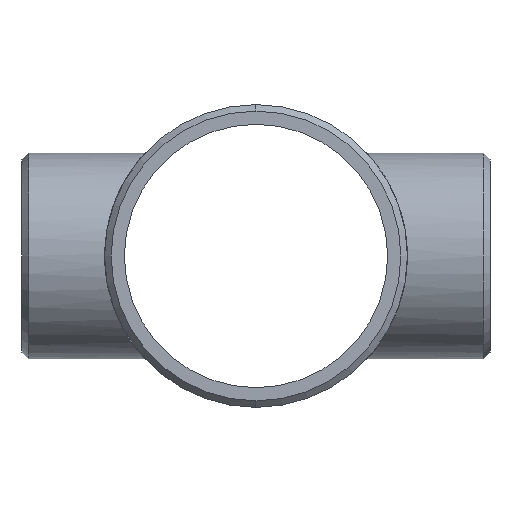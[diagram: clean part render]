
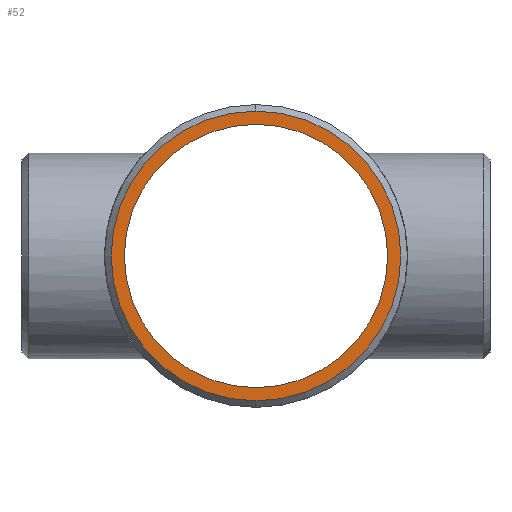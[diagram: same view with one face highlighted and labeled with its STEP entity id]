
A CAD part, left-side view. The second image highlights one B-rep face of the part: STEP entity #52.
In plain terms, the highlighted planar face has unit normal (-1, 0, 0).
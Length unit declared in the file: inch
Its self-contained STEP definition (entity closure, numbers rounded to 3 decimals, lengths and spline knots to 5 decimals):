
#52 = ADVANCED_FACE ( 'NONE', ( #78, #495 ), #759, .T. ) ;
#54 = CARTESIAN_POINT ( 'NONE',  ( -5.62, 0., 0. ) ) ;
#78 = FACE_OUTER_BOUND ( 'NONE', #493, .T. ) ;
#148 = CIRCLE ( 'NONE', #345, 2.8805 ) ;
#158 = DIRECTION ( 'NONE',  ( 0., 0., -1. ) ) ;
#230 = DIRECTION ( 'NONE',  ( -1., 0., 0. ) ) ;
#267 = ORIENTED_EDGE ( 'NONE', *, *, #795, .T. ) ;
#280 = ORIENTED_EDGE ( 'NONE', *, *, #1155, .T. ) ;
#305 = DIRECTION ( 'NONE',  ( 0., 0., 1. ) ) ;
#309 = EDGE_CURVE ( 'NONE', #989, #625, #148, .T. ) ;
#315 = CARTESIAN_POINT ( 'NONE',  ( -5.62, 0., 0. ) ) ;
#321 = DIRECTION ( 'NONE',  ( -1., 0., 0. ) ) ;
#345 = AXIS2_PLACEMENT_3D ( 'NONE', #54, #467, #686 ) ;
#391 = CIRCLE ( 'NONE', #765, 3.1685 ) ;
#412 = CARTESIAN_POINT ( 'NONE',  ( -5.62, 0., 2.8805 ) ) ;
#432 = DIRECTION ( 'NONE',  ( 0., 0., 1. ) ) ;
#442 = VERTEX_POINT ( 'NONE', #731 ) ;
#467 = DIRECTION ( 'NONE',  ( 1., 0., 0. ) ) ;
#470 = ORIENTED_EDGE ( 'NONE', *, *, #309, .T. ) ;
#493 = EDGE_LOOP ( 'NONE', ( #267, #280 ) ) ;
#495 = FACE_BOUND ( 'NONE', #829, .T. ) ;
#525 = DIRECTION ( 'NONE',  ( 1., 0., 0. ) ) ;
#570 = ORIENTED_EDGE ( 'NONE', *, *, #730, .T. ) ;
#597 = AXIS2_PLACEMENT_3D ( 'NONE', #1213, #525, #305 ) ;
#625 = VERTEX_POINT ( 'NONE', #1296 ) ;
#686 = DIRECTION ( 'NONE',  ( 0., 0., 1. ) ) ;
#713 = DIRECTION ( 'NONE',  ( 0., 0., 1. ) ) ;
#722 = CIRCLE ( 'NONE', #1025, 3.1685 ) ;
#730 = EDGE_CURVE ( 'NONE', #625, #989, #1125, .T. ) ;
#731 = CARTESIAN_POINT ( 'NONE',  ( -5.62, 0., -3.1685 ) ) ;
#759 = PLANE ( 'NONE',  #812 ) ;
#765 = AXIS2_PLACEMENT_3D ( 'NONE', #315, #321, #713 ) ;
#795 = EDGE_CURVE ( 'NONE', #442, #1217, #722, .T. ) ;
#812 = AXIS2_PLACEMENT_3D ( 'NONE', #1166, #1064, #158 ) ;
#829 = EDGE_LOOP ( 'NONE', ( #470, #570 ) ) ;
#939 = CARTESIAN_POINT ( 'NONE',  ( -5.62, 0., 0. ) ) ;
#989 = VERTEX_POINT ( 'NONE', #412 ) ;
#1025 = AXIS2_PLACEMENT_3D ( 'NONE', #939, #230, #432 ) ;
#1064 = DIRECTION ( 'NONE',  ( -1., 0., 0. ) ) ;
#1125 = CIRCLE ( 'NONE', #597, 2.8805 ) ;
#1155 = EDGE_CURVE ( 'NONE', #1217, #442, #391, .T. ) ;
#1166 = CARTESIAN_POINT ( 'NONE',  ( -5.62, 0., 0. ) ) ;
#1213 = CARTESIAN_POINT ( 'NONE',  ( -5.62, 0., 0. ) ) ;
#1217 = VERTEX_POINT ( 'NONE', #1268 ) ;
#1268 = CARTESIAN_POINT ( 'NONE',  ( -5.62, 0., 3.1685 ) ) ;
#1296 = CARTESIAN_POINT ( 'NONE',  ( -5.62, 0., -2.8805 ) ) ;
